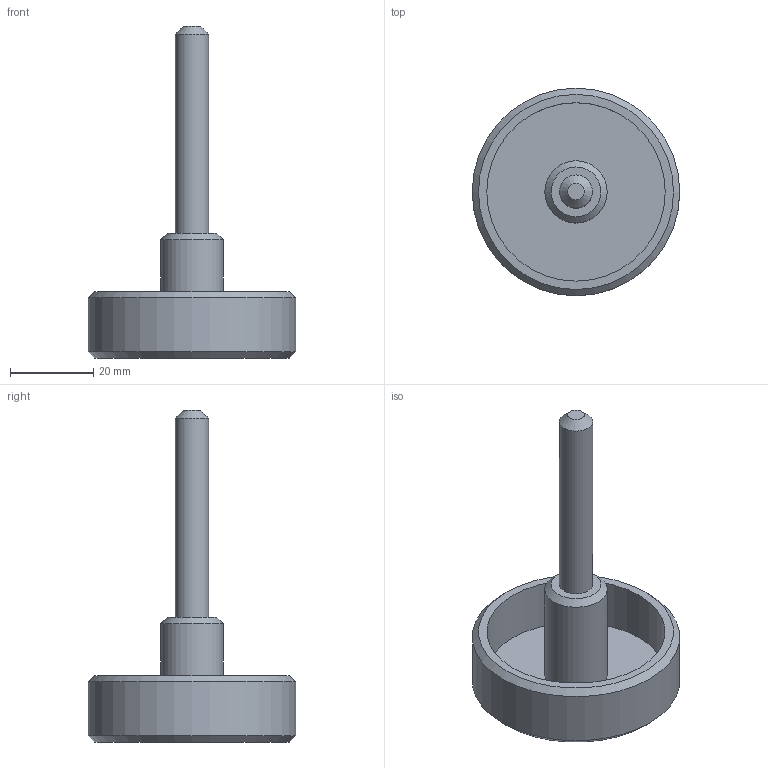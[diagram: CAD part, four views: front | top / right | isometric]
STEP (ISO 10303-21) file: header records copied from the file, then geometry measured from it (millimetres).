
FILE_DESCRIPTION(/* description */ ('VOLANTINO MBT.50 P-M8 X 50'),/* implementation_level */ '2;1');
FILE_NAME(/* name */ 'CVOMN0000001.stp',/* time_stamp */ '2018-11-08T16:44:42+01:00',/* author */ ('fzagni'),/* organization */ (''),/* preprocessor_version */ 'ST-DEVELOPER v16.1',/* originating_system */ 'Autodesk Inventor 2016',/* authorisation */ '');
FILE_SCHEMA (('AUTOMOTIVE_DESIGN { 1 0 10303 214 3 1 1 }'));
Length unit declared in the file: millimetre
Products named in the file (1): 80VO00004
Bounding box: 50 x 50 x 80 mm (x, y, z)
Volume: 19732.2 mm3; surface area: 10317.8 mm2
Topology: 1 solids, 1 shells, 16 faces, 25 edges, 15 vertices
Faces by surface type: plane 6, cone 5, cylinder 5
Full cylindrical faces by diameter (mm): 8 x1, 15 x2, 43 x1, 50 x1
Entity records: 338 total; most frequent: DIRECTION 64, CARTESIAN_POINT 47, AXIS2_PLACEMENT_3D 32, EDGE_LOOP 30, ORIENTED_EDGE 30, FACE_OUTER_BOUND 16, ADVANCED_FACE 16, CIRCLE 15
